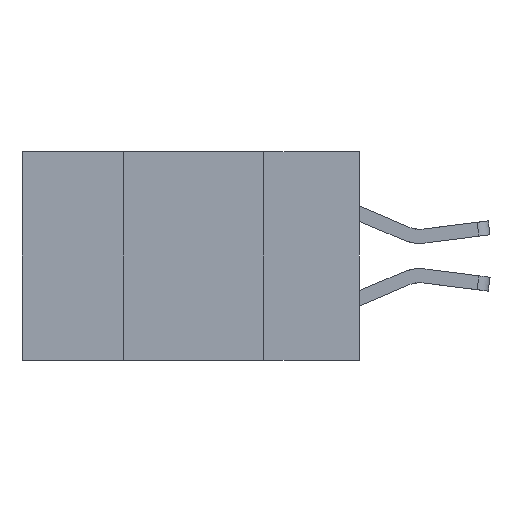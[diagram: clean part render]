
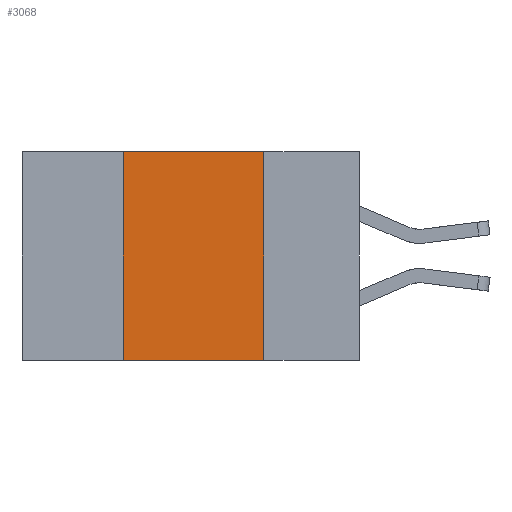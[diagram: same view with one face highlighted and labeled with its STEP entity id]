
A CAD part, left-side view. The second image highlights one B-rep face of the part: STEP entity #3068.
In plain terms, the highlighted planar face has unit normal (-1, 0, 0).
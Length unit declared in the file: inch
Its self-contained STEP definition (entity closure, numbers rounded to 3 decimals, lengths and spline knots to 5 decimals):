
#535 = CARTESIAN_POINT ( 'NONE',  ( 0., 0.17, 0. ) ) ;
#621 = EDGE_CURVE ( 'NONE', #6295, #4199, #10236, .T. ) ;
#1490 = CARTESIAN_POINT ( 'NONE',  ( 0., 0.42, 0. ) ) ;
#1630 = ORIENTED_EDGE ( 'NONE', *, *, #5322, .F. ) ;
#1753 = LINE ( 'NONE', #1490, #10169 ) ;
#2171 = ORIENTED_EDGE ( 'NONE', *, *, #3427, .F. ) ;
#2293 = PLANE ( 'NONE',  #4381 ) ;
#2528 = LINE ( 'NONE', #9255, #3022 ) ;
#2948 = CARTESIAN_POINT ( 'NONE',  ( 0., 0.42, 0. ) ) ;
#3022 = VECTOR ( 'NONE', #6045, 39.37008 ) ;
#3068 = ADVANCED_FACE ( 'NONE', ( #5432 ), #2293, .F. ) ;
#3099 = EDGE_CURVE ( 'NONE', #6295, #9744, #1753, .T. ) ;
#3228 = CARTESIAN_POINT ( 'NONE',  ( 0., 0.42, -0.37 ) ) ;
#3420 = CARTESIAN_POINT ( 'NONE',  ( 0., 0.6, -0.37 ) ) ;
#3427 = EDGE_CURVE ( 'NONE', #4133, #4199, #2528, .T. ) ;
#4133 = VERTEX_POINT ( 'NONE', #535 ) ;
#4199 = VERTEX_POINT ( 'NONE', #9700 ) ;
#4381 = AXIS2_PLACEMENT_3D ( 'NONE', #8850, #5566, #6392 ) ;
#4701 = DIRECTION ( 'NONE',  ( 0., 0., 1. ) ) ;
#5322 = EDGE_CURVE ( 'NONE', #9744, #4133, #8478, .T. ) ;
#5432 = FACE_OUTER_BOUND ( 'NONE', #9913, .T. ) ;
#5566 = DIRECTION ( 'NONE',  ( 1., 0., 0. ) ) ;
#5979 = ORIENTED_EDGE ( 'NONE', *, *, #3099, .F. ) ;
#6045 = DIRECTION ( 'NONE',  ( 0., 0., -1. ) ) ;
#6117 = VECTOR ( 'NONE', #8174, 39.37008 ) ;
#6295 = VERTEX_POINT ( 'NONE', #3228 ) ;
#6392 = DIRECTION ( 'NONE',  ( 0., 0., -1. ) ) ;
#7338 = ORIENTED_EDGE ( 'NONE', *, *, #621, .T. ) ;
#8174 = DIRECTION ( 'NONE',  ( 0., -1., 0. ) ) ;
#8478 = LINE ( 'NONE', #9803, #10132 ) ;
#8850 = CARTESIAN_POINT ( 'NONE',  ( 0., 0.6, 0. ) ) ;
#8905 = DIRECTION ( 'NONE',  ( 0., -1., 0. ) ) ;
#9255 = CARTESIAN_POINT ( 'NONE',  ( 0., 0.17, 0. ) ) ;
#9700 = CARTESIAN_POINT ( 'NONE',  ( 0., 0.17, -0.37 ) ) ;
#9744 = VERTEX_POINT ( 'NONE', #2948 ) ;
#9803 = CARTESIAN_POINT ( 'NONE',  ( 0., 0.6, 0. ) ) ;
#9913 = EDGE_LOOP ( 'NONE', ( #2171, #1630, #5979, #7338 ) ) ;
#10132 = VECTOR ( 'NONE', #8905, 39.37008 ) ;
#10169 = VECTOR ( 'NONE', #4701, 39.37008 ) ;
#10236 = LINE ( 'NONE', #3420, #6117 ) ;
